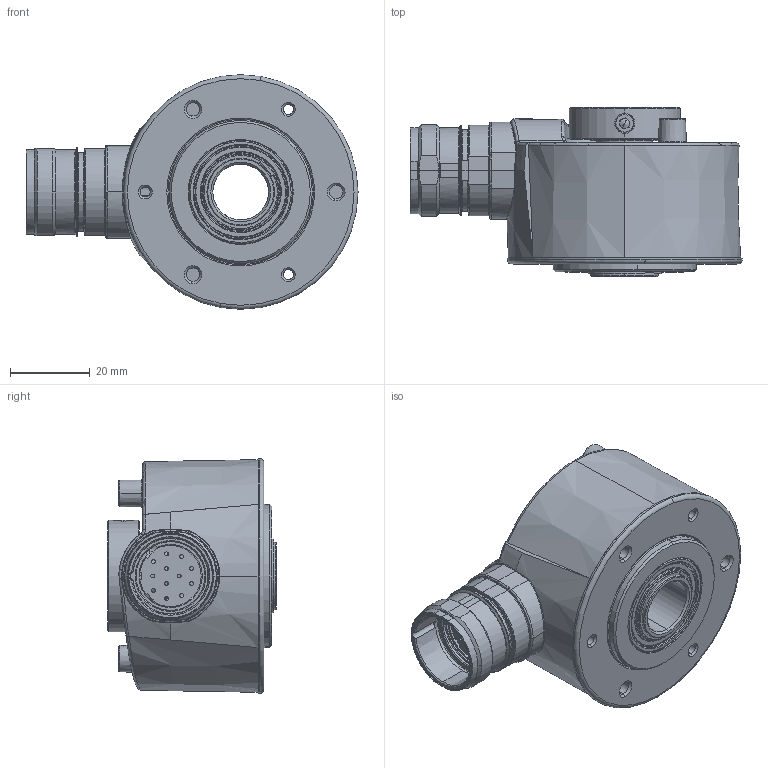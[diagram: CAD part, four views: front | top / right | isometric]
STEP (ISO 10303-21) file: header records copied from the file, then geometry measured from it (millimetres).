
FILE_DESCRIPTION (( 'STEP AP203' ), '1' );
FILE_NAME ('M048_DST5H14_Connector Output_Radial.STEP', '2019-07-19T13:17:13', ( '' ), ( '' ), 'SwSTEP 2.0', 'SolidWorks 2017', '' );
FILE_SCHEMA (( 'CONFIG_CONTROL_DESIGN' ));
Length unit declared in the file: millimetre
Products named in the file (1): M048_DST5H14_Connector Output_Radial
Bounding box: 83.5 x 42.5 x 59 mm (x, y, z)
Surface area: 20157 mm2 (no closed solid volume)
Topology: 0 solids, 14 shells, 380 faces, 1078 edges, 715 vertices
Faces by surface type: cylinder 104, plane 96, cone 88, torus 50, bspline 42
Entity records: 18114 total; most frequent: CARTESIAN_POINT 8886, ORIENTED_EDGE 1930, DIRECTION 1739, EDGE_CURVE 1076, VERTEX_POINT 715, AXIS2_PLACEMENT_3D 705, EDGE_LOOP 429, ADVANCED_FACE 380
